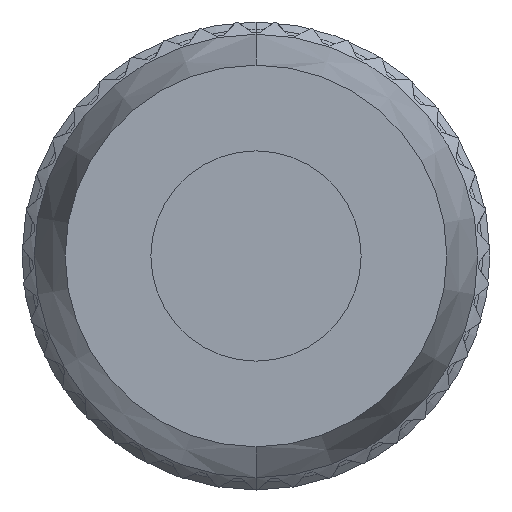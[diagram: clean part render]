
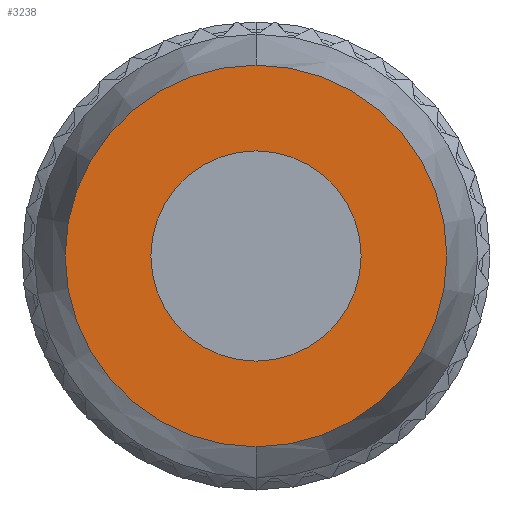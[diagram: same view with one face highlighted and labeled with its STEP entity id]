
A CAD part, front view. The second image highlights one B-rep face of the part: STEP entity #3238.
In plain terms, the highlighted planar face has unit normal (0, -1, 0).
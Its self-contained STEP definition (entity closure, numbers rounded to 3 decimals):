
#378 = VERTEX_POINT ( 'NONE', #18296 ) ;
#659 = FACE_OUTER_BOUND ( 'NONE', #2315, .T. ) ;
#915 = CARTESIAN_POINT ( 'NONE',  ( 0., -48., 0. ) ) ;
#945 = DIRECTION ( 'NONE',  ( 0., 1., 0. ) ) ;
#1225 = CARTESIAN_POINT ( 'NONE',  ( 0., -48., 0. ) ) ;
#1578 = DIRECTION ( 'NONE',  ( 0., 1., 0. ) ) ;
#2315 = EDGE_LOOP ( 'NONE', ( #23924, #8967 ) ) ;
#2783 = DIRECTION ( 'NONE',  ( 0., 0., -1. ) ) ;
#2963 = CARTESIAN_POINT ( 'NONE',  ( 0., -48., 0. ) ) ;
#3098 = DIRECTION ( 'NONE',  ( 0., 0., -1. ) ) ;
#3207 = AXIS2_PLACEMENT_3D ( 'NONE', #2963, #16128, #4840 ) ;
#3238 = ADVANCED_FACE ( 'NONE', ( #10692, #659 ), #19645, .F. ) ;
#4336 = ORIENTED_EDGE ( 'NONE', *, *, #10568, .F. ) ;
#4616 = CARTESIAN_POINT ( 'NONE',  ( 0., -48., 0. ) ) ;
#4840 = DIRECTION ( 'NONE',  ( 0., 0., 1. ) ) ;
#5454 = CIRCLE ( 'NONE', #17374, 2.92 ) ;
#7010 = VERTEX_POINT ( 'NONE', #9245 ) ;
#8967 = ORIENTED_EDGE ( 'NONE', *, *, #11875, .F. ) ;
#9245 = CARTESIAN_POINT ( 'NONE',  ( 0., -48., -2.92 ) ) ;
#9750 = ORIENTED_EDGE ( 'NONE', *, *, #16752, .F. ) ;
#10550 = CIRCLE ( 'NONE', #23806, 2.92 ) ;
#10568 = EDGE_CURVE ( 'NONE', #378, #7010, #5454, .T. ) ;
#10692 = FACE_BOUND ( 'NONE', #22016, .T. ) ;
#11875 = EDGE_CURVE ( 'NONE', #18160, #20590, #14920, .T. ) ;
#12869 = CARTESIAN_POINT ( 'NONE',  ( 0., -48., 0. ) ) ;
#14102 = DIRECTION ( 'NONE',  ( 0., -1., 0. ) ) ;
#14135 = DIRECTION ( 'NONE',  ( 0., 0., 1. ) ) ;
#14420 = DIRECTION ( 'NONE',  ( 0., -1., 0. ) ) ;
#14787 = DIRECTION ( 'NONE',  ( 0., 0., 1. ) ) ;
#14920 = CIRCLE ( 'NONE', #3207, 5.3 ) ;
#15670 = CARTESIAN_POINT ( 'NONE',  ( 0., -48., 5.3 ) ) ;
#16128 = DIRECTION ( 'NONE',  ( 0., 1., 0. ) ) ;
#16752 = EDGE_CURVE ( 'NONE', #7010, #378, #10550, .T. ) ;
#17012 = CIRCLE ( 'NONE', #21441, 5.3 ) ;
#17374 = AXIS2_PLACEMENT_3D ( 'NONE', #915, #14102, #2783 ) ;
#17875 = AXIS2_PLACEMENT_3D ( 'NONE', #4616, #945, #14135 ) ;
#17949 = EDGE_CURVE ( 'NONE', #20590, #18160, #17012, .T. ) ;
#18160 = VERTEX_POINT ( 'NONE', #21011 ) ;
#18296 = CARTESIAN_POINT ( 'NONE',  ( 0., -48., 2.92 ) ) ;
#19645 = PLANE ( 'NONE',  #17875 ) ;
#20590 = VERTEX_POINT ( 'NONE', #15670 ) ;
#21011 = CARTESIAN_POINT ( 'NONE',  ( 0., -48., -5.3 ) ) ;
#21441 = AXIS2_PLACEMENT_3D ( 'NONE', #12869, #1578, #14787 ) ;
#22016 = EDGE_LOOP ( 'NONE', ( #9750, #4336 ) ) ;
#23806 = AXIS2_PLACEMENT_3D ( 'NONE', #1225, #14420, #3098 ) ;
#23924 = ORIENTED_EDGE ( 'NONE', *, *, #17949, .F. ) ;
